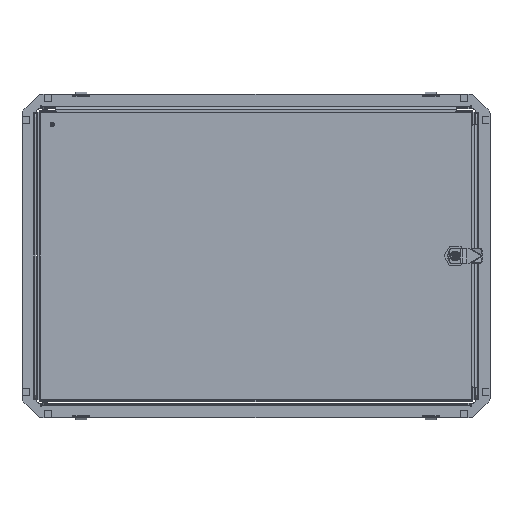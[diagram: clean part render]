
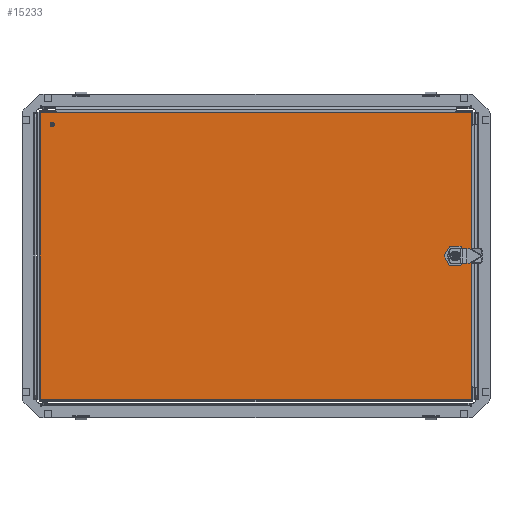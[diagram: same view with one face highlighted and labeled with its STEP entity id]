
A CAD part, front view. The second image highlights one B-rep face of the part: STEP entity #15233.
In plain terms, the highlighted face is planar.
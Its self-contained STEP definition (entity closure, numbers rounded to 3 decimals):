
#478 = ORIENTED_EDGE ( 'NONE', *, *, #25029, .T. ) ;
#773 = ORIENTED_EDGE ( 'NONE', *, *, #27167, .T. ) ;
#922 = CARTESIAN_POINT ( 'NONE',  ( 276.25, 0., -2. ) ) ;
#1092 = VERTEX_POINT ( 'NONE', #5927 ) ;
#1280 = ORIENTED_EDGE ( 'NONE', *, *, #27601, .F. ) ;
#1319 = VERTEX_POINT ( 'NONE', #23454 ) ;
#1601 = EDGE_CURVE ( 'NONE', #3179, #33011, #8696, .T. ) ;
#2079 = CARTESIAN_POINT ( 'NONE',  ( 298.75, 198.5, -2. ) ) ;
#2208 = VECTOR ( 'NONE', #2550, 1000. ) ;
#2231 = DIRECTION ( 'NONE',  ( 0., 0., -1. ) ) ;
#2550 = DIRECTION ( 'NONE',  ( 0., 1., 0. ) ) ;
#3173 = DIRECTION ( 'NONE',  ( 0., -1., 0. ) ) ;
#3179 = VERTEX_POINT ( 'NONE', #7063 ) ;
#3432 = AXIS2_PLACEMENT_3D ( 'NONE', #13717, #31909, #16319 ) ;
#3533 = DIRECTION ( 'NONE',  ( -1., 0., 0. ) ) ;
#3594 = EDGE_CURVE ( 'NONE', #8463, #10765, #8781, .T. ) ;
#3627 = VERTEX_POINT ( 'NONE', #7423 ) ;
#3646 = EDGE_LOOP ( 'NONE', ( #1280, #24548 ) ) ;
#4018 = ORIENTED_EDGE ( 'NONE', *, *, #12297, .T. ) ;
#4661 = ORIENTED_EDGE ( 'NONE', *, *, #12741, .T. ) ;
#5025 = VECTOR ( 'NONE', #21997, 1000. ) ;
#5927 = CARTESIAN_POINT ( 'NONE',  ( 286.3, 5.056, -2. ) ) ;
#6009 = CARTESIAN_POINT ( 'NONE',  ( -279.25, -182., -2. ) ) ;
#6126 = VERTEX_POINT ( 'NONE', #6009 ) ;
#6806 = LINE ( 'NONE', #11278, #27586 ) ;
#7063 = CARTESIAN_POINT ( 'NONE',  ( -298.75, -198.5, -2. ) ) ;
#7095 = EDGE_CURVE ( 'NONE', #1319, #3179, #12385, .T. ) ;
#7423 = CARTESIAN_POINT ( 'NONE',  ( 266.2, 5.056, -2. ) ) ;
#8037 = ORIENTED_EDGE ( 'NONE', *, *, #28686, .T. ) ;
#8251 = FACE_BOUND ( 'NONE', #20819, .T. ) ;
#8463 = VERTEX_POINT ( 'NONE', #19409 ) ;
#8649 = DIRECTION ( 'NONE',  ( 0., -1., 0. ) ) ;
#8696 = LINE ( 'NONE', #13126, #14862 ) ;
#8781 = LINE ( 'NONE', #9820, #28758 ) ;
#8848 = CARTESIAN_POINT ( 'NONE',  ( 276.25, 0., -2. ) ) ;
#9074 = FACE_BOUND ( 'NONE', #3646, .T. ) ;
#9554 = CARTESIAN_POINT ( 'NONE',  ( -285.25, -182., -2. ) ) ;
#9673 = ORIENTED_EDGE ( 'NONE', *, *, #7095, .F. ) ;
#9820 = CARTESIAN_POINT ( 'NONE',  ( 271.194, -10.05, -2. ) ) ;
#10016 = CARTESIAN_POINT ( 'NONE',  ( 286.3, -5.056, -2. ) ) ;
#10566 = CARTESIAN_POINT ( 'NONE',  ( 281.306, -10.05, -2. ) ) ;
#10674 = ORIENTED_EDGE ( 'NONE', *, *, #1601, .F. ) ;
#10765 = VERTEX_POINT ( 'NONE', #10566 ) ;
#10941 = EDGE_LOOP ( 'NONE', ( #26789, #10674, #9673, #31019 ) ) ;
#11278 = CARTESIAN_POINT ( 'NONE',  ( 266.2, -5.056, -2. ) ) ;
#11500 = DIRECTION ( 'NONE',  ( -1., 0., 0. ) ) ;
#12297 = EDGE_CURVE ( 'NONE', #19984, #8463, #25307, .T. ) ;
#12385 = LINE ( 'NONE', #18769, #31505 ) ;
#12627 = CARTESIAN_POINT ( 'NONE',  ( 0., 0., -2. ) ) ;
#12652 = DIRECTION ( 'NONE',  ( 0., 0., -1. ) ) ;
#12673 = DIRECTION ( 'NONE',  ( 0., 1., 0. ) ) ;
#12741 = EDGE_CURVE ( 'NONE', #10765, #14590, #28540, .T. ) ;
#12834 = VERTEX_POINT ( 'NONE', #19355 ) ;
#13126 = CARTESIAN_POINT ( 'NONE',  ( -299.543, -198.5, -2. ) ) ;
#13428 = DIRECTION ( 'NONE',  ( 0., 0., -1. ) ) ;
#13537 = VECTOR ( 'NONE', #21648, 1000. ) ;
#13717 = CARTESIAN_POINT ( 'NONE',  ( 276.25, 0., -2. ) ) ;
#13934 = AXIS2_PLACEMENT_3D ( 'NONE', #29706, #14149, #32336 ) ;
#14149 = DIRECTION ( 'NONE',  ( 0., 0., 1. ) ) ;
#14164 = VERTEX_POINT ( 'NONE', #25625 ) ;
#14590 = VERTEX_POINT ( 'NONE', #22491 ) ;
#14862 = VECTOR ( 'NONE', #15736, 1000. ) ;
#14952 = EDGE_CURVE ( 'NONE', #30104, #1319, #18848, .T. ) ;
#15233 = ADVANCED_FACE ( 'NONE', ( #9074, #8251, #22048 ), #25549, .T. ) ;
#15279 = LINE ( 'NONE', #18126, #2208 ) ;
#15736 = DIRECTION ( 'NONE',  ( 1., 0., 0. ) ) ;
#16080 = AXIS2_PLACEMENT_3D ( 'NONE', #12627, #2231, #20408 ) ;
#16127 = CIRCLE ( 'NONE', #26554, 3. ) ;
#16319 = DIRECTION ( 'NONE',  ( -1., 0., 0. ) ) ;
#17629 = VECTOR ( 'NONE', #12673, 1000. ) ;
#18126 = CARTESIAN_POINT ( 'NONE',  ( 298.75, -199.293, -2. ) ) ;
#18769 = CARTESIAN_POINT ( 'NONE',  ( -298.75, 199.293, -2. ) ) ;
#18848 = LINE ( 'NONE', #24519, #5025 ) ;
#19061 = CARTESIAN_POINT ( 'NONE',  ( 271.194, 10.05, -2. ) ) ;
#19122 = DIRECTION ( 'NONE',  ( 0., 0., 1. ) ) ;
#19355 = CARTESIAN_POINT ( 'NONE',  ( 271.194, 10.05, -2. ) ) ;
#19409 = CARTESIAN_POINT ( 'NONE',  ( 271.194, -10.05, -2. ) ) ;
#19763 = ORIENTED_EDGE ( 'NONE', *, *, #27205, .T. ) ;
#19984 = VERTEX_POINT ( 'NONE', #25690 ) ;
#20408 = DIRECTION ( 'NONE',  ( -1., 0., 0. ) ) ;
#20488 = CIRCLE ( 'NONE', #32960, 11.25 ) ;
#20819 = EDGE_LOOP ( 'NONE', ( #19763, #478, #21544, #773, #4018, #24773, #4661, #8037 ) ) ;
#21544 = ORIENTED_EDGE ( 'NONE', *, *, #32829, .T. ) ;
#21648 = DIRECTION ( 'NONE',  ( -1., 0., 0. ) ) ;
#21997 = DIRECTION ( 'NONE',  ( -1., 0., 0. ) ) ;
#22048 = FACE_OUTER_BOUND ( 'NONE', #10941, .T. ) ;
#22491 = CARTESIAN_POINT ( 'NONE',  ( 286.3, -5.056, -2. ) ) ;
#22700 = CIRCLE ( 'NONE', #27547, 3. ) ;
#22759 = DIRECTION ( 'NONE',  ( 1., 0., 0. ) ) ;
#23454 = CARTESIAN_POINT ( 'NONE',  ( -298.75, 198.5, -2. ) ) ;
#24519 = CARTESIAN_POINT ( 'NONE',  ( 299.543, 198.5, -2. ) ) ;
#24548 = ORIENTED_EDGE ( 'NONE', *, *, #24768, .F. ) ;
#24768 = EDGE_CURVE ( 'NONE', #6126, #29221, #22700, .T. ) ;
#24773 = ORIENTED_EDGE ( 'NONE', *, *, #3594, .T. ) ;
#25029 = EDGE_CURVE ( 'NONE', #14164, #12834, #33489, .T. ) ;
#25307 = CIRCLE ( 'NONE', #26323, 11.25 ) ;
#25349 = LINE ( 'NONE', #10016, #17629 ) ;
#25549 = PLANE ( 'NONE',  #16080 ) ;
#25625 = CARTESIAN_POINT ( 'NONE',  ( 281.306, 10.05, -2. ) ) ;
#25690 = CARTESIAN_POINT ( 'NONE',  ( 266.2, -5.056, -2. ) ) ;
#26323 = AXIS2_PLACEMENT_3D ( 'NONE', #8848, #27054, #11500 ) ;
#26554 = AXIS2_PLACEMENT_3D ( 'NONE', #28995, #13428, #31614 ) ;
#26789 = ORIENTED_EDGE ( 'NONE', *, *, #28182, .F. ) ;
#27054 = DIRECTION ( 'NONE',  ( 0., 0., 1. ) ) ;
#27167 = EDGE_CURVE ( 'NONE', #3627, #19984, #6806, .T. ) ;
#27205 = EDGE_CURVE ( 'NONE', #1092, #14164, #30445, .T. ) ;
#27547 = AXIS2_PLACEMENT_3D ( 'NONE', #28215, #12652, #30831 ) ;
#27586 = VECTOR ( 'NONE', #8649, 1000. ) ;
#27601 = EDGE_CURVE ( 'NONE', #29221, #6126, #16127, .T. ) ;
#27902 = CARTESIAN_POINT ( 'NONE',  ( 298.75, -198.5, -2. ) ) ;
#28182 = EDGE_CURVE ( 'NONE', #33011, #30104, #15279, .T. ) ;
#28215 = CARTESIAN_POINT ( 'NONE',  ( -282.25, -182., -2. ) ) ;
#28540 = CIRCLE ( 'NONE', #3432, 11.25 ) ;
#28686 = EDGE_CURVE ( 'NONE', #14590, #1092, #25349, .T. ) ;
#28758 = VECTOR ( 'NONE', #22759, 1000. ) ;
#28995 = CARTESIAN_POINT ( 'NONE',  ( -282.25, -182., -2. ) ) ;
#29221 = VERTEX_POINT ( 'NONE', #9554 ) ;
#29706 = CARTESIAN_POINT ( 'NONE',  ( 276.25, 0., -2. ) ) ;
#30104 = VERTEX_POINT ( 'NONE', #2079 ) ;
#30445 = CIRCLE ( 'NONE', #13934, 11.25 ) ;
#30831 = DIRECTION ( 'NONE',  ( -1., 0., 0. ) ) ;
#31019 = ORIENTED_EDGE ( 'NONE', *, *, #14952, .F. ) ;
#31505 = VECTOR ( 'NONE', #3173, 1000. ) ;
#31614 = DIRECTION ( 'NONE',  ( -1., 0., 0. ) ) ;
#31909 = DIRECTION ( 'NONE',  ( 0., 0., 1. ) ) ;
#32336 = DIRECTION ( 'NONE',  ( -1., 0., 0. ) ) ;
#32829 = EDGE_CURVE ( 'NONE', #12834, #3627, #20488, .T. ) ;
#32960 = AXIS2_PLACEMENT_3D ( 'NONE', #922, #19122, #3533 ) ;
#33011 = VERTEX_POINT ( 'NONE', #27902 ) ;
#33489 = LINE ( 'NONE', #19061, #13537 ) ;
